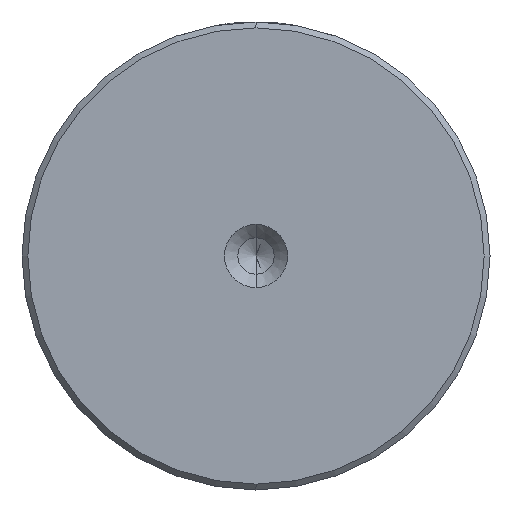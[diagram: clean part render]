
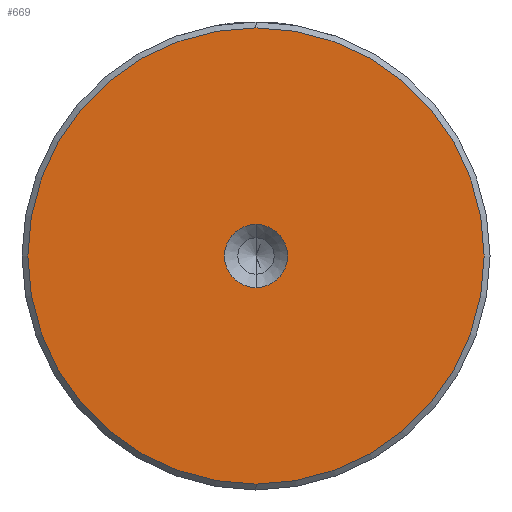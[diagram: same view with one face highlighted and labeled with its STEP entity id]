
A CAD part, left-side view. The second image highlights one B-rep face of the part: STEP entity #669.
In plain terms, the highlighted planar face has unit normal (-1, 0, 0).
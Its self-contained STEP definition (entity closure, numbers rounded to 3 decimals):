
#13 = EDGE_CURVE ( 'NONE', #1768, #2287, #1651, .T. ) ;
#17 = ORIENTED_EDGE ( 'NONE', *, *, #511, .T. ) ;
#101 = VERTEX_POINT ( 'NONE', #124 ) ;
#118 = FACE_BOUND ( 'NONE', #1375, .T. ) ;
#124 = CARTESIAN_POINT ( 'NONE',  ( 0., 0., -19.5 ) ) ;
#148 = DIRECTION ( 'NONE',  ( -1., 0., 0. ) ) ;
#155 = CARTESIAN_POINT ( 'NONE',  ( 0., 0., 0. ) ) ;
#231 = ORIENTED_EDGE ( 'NONE', *, *, #946, .F. ) ;
#257 = CARTESIAN_POINT ( 'NONE',  ( 0., 0., 0. ) ) ;
#261 = ORIENTED_EDGE ( 'NONE', *, *, #1286, .T. ) ;
#441 = DIRECTION ( 'NONE',  ( 0., 0., 1. ) ) ;
#498 = DIRECTION ( 'NONE',  ( 0., 0., 1. ) ) ;
#511 = EDGE_CURVE ( 'NONE', #1155, #101, #1341, .T. ) ;
#514 = DIRECTION ( 'NONE',  ( -1., 0., 0. ) ) ;
#520 = CARTESIAN_POINT ( 'NONE',  ( 0., 0., 0. ) ) ;
#614 = CIRCLE ( 'NONE', #1679, 2.7 ) ;
#627 = DIRECTION ( 'NONE',  ( 0., 0., 1. ) ) ;
#634 = DIRECTION ( 'NONE',  ( -1., 0., 0. ) ) ;
#669 = ADVANCED_FACE ( 'NONE', ( #1128, #118 ), #970, .T. ) ;
#693 = CARTESIAN_POINT ( 'NONE',  ( 0., 0., -2.7 ) ) ;
#788 = CARTESIAN_POINT ( 'NONE',  ( 0., 0., 0. ) ) ;
#891 = CARTESIAN_POINT ( 'NONE',  ( 0., 0., 0. ) ) ;
#946 = EDGE_CURVE ( 'NONE', #2287, #1768, #614, .T. ) ;
#970 = PLANE ( 'NONE',  #1277 ) ;
#1061 = DIRECTION ( 'NONE',  ( 0., 0., 1. ) ) ;
#1128 = FACE_OUTER_BOUND ( 'NONE', #2021, .T. ) ;
#1155 = VERTEX_POINT ( 'NONE', #1847 ) ;
#1277 = AXIS2_PLACEMENT_3D ( 'NONE', #788, #634, #627 ) ;
#1286 = EDGE_CURVE ( 'NONE', #101, #1155, #1860, .T. ) ;
#1341 = CIRCLE ( 'NONE', #2145, 19.5 ) ;
#1360 = AXIS2_PLACEMENT_3D ( 'NONE', #520, #514, #498 ) ;
#1375 = EDGE_LOOP ( 'NONE', ( #231, #2107 ) ) ;
#1486 = DIRECTION ( 'NONE',  ( -1., 0., 0. ) ) ;
#1651 = CIRCLE ( 'NONE', #1360, 2.7 ) ;
#1679 = AXIS2_PLACEMENT_3D ( 'NONE', #891, #2112, #1061 ) ;
#1759 = AXIS2_PLACEMENT_3D ( 'NONE', #257, #1486, #441 ) ;
#1768 = VERTEX_POINT ( 'NONE', #693 ) ;
#1847 = CARTESIAN_POINT ( 'NONE',  ( 0., 0., 19.5 ) ) ;
#1860 = CIRCLE ( 'NONE', #1759, 19.5 ) ;
#2021 = EDGE_LOOP ( 'NONE', ( #261, #17 ) ) ;
#2107 = ORIENTED_EDGE ( 'NONE', *, *, #13, .F. ) ;
#2112 = DIRECTION ( 'NONE',  ( -1., 0., 0. ) ) ;
#2145 = AXIS2_PLACEMENT_3D ( 'NONE', #155, #148, #2260 ) ;
#2237 = CARTESIAN_POINT ( 'NONE',  ( 0., 0., 2.7 ) ) ;
#2260 = DIRECTION ( 'NONE',  ( 0., 0., 1. ) ) ;
#2287 = VERTEX_POINT ( 'NONE', #2237 ) ;
